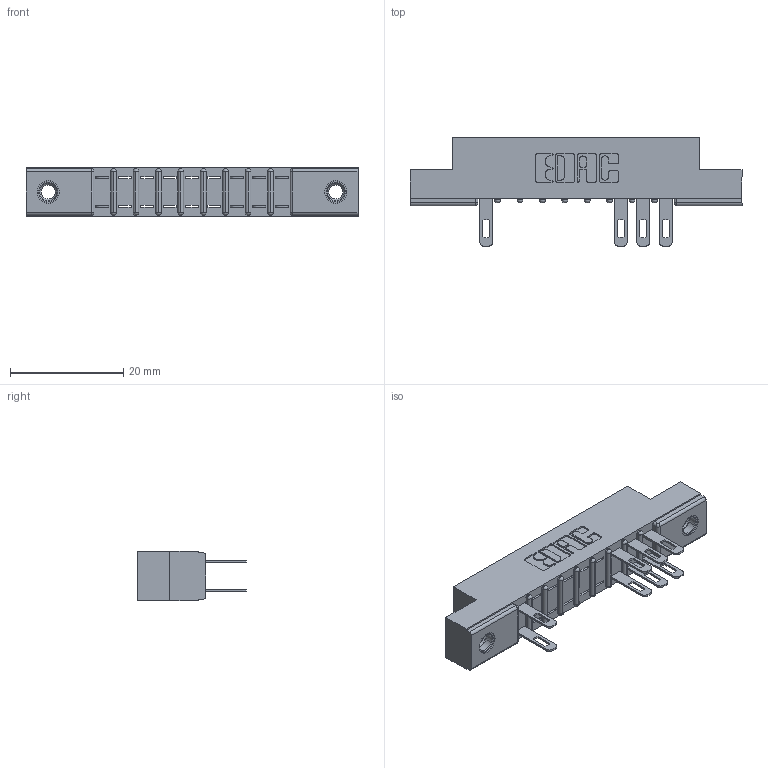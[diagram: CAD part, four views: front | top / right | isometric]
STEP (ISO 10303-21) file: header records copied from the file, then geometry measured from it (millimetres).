
FILE_DESCRIPTION (( 'STEP AP203' ), '1' );
FILE_NAME ('357-018-500-207.STEP', '2018-08-08T05:17:33', ( '' ), ( '' ), 'SwSTEP 2.0', 'SolidWorks 2016', '' );
FILE_SCHEMA (( 'CONFIG_CONTROL_DESIGN' ));
Length unit declared in the file: inch
Products named in the file (4): 307 Part_.156 Dia Mounting Holes; 307-290-001_500; 345-250-001_345-250-005-103; 357-018-500-207
Assembly tree (11 placements, depth 2):
  357-018-500-207
    307 Part_.156 Dia Mounting Holes
    307-290-001_500  x8
    345-250-001_345-250-005-103  x2
Bounding box: 58.67 x 19.18 x 8.71 mm (x, y, z)
Volume: 3719.3 mm3; surface area: 5291.9 mm2
Topology: 11 solids, 11 shells, 656 faces, 1819 edges, 1166 vertices
Faces by surface type: plane 402, cylinder 218, sphere 20, cone 12, torus 4
Entity records: 12911 total; most frequent: CARTESIAN_POINT 2146, ORIENTED_EDGE 2126, DIRECTION 2117, EDGE_CURVE 1063, VECTOR 799, LINE 799, VERTEX_POINT 688, AXIS2_PLACEMENT_3D 659
